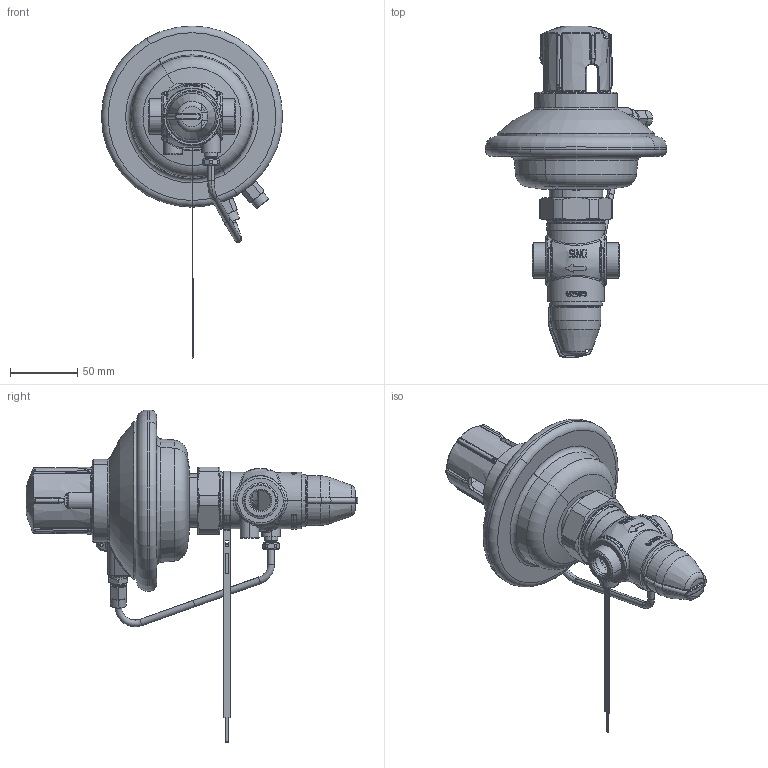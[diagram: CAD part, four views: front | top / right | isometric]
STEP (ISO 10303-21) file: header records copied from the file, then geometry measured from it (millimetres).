
FILE_DESCRIPTION((''),'2;1');
FILE_NAME('003H6531_ASM','2014-12-10T',('u258099'),('Danfoss'),'PRO/ENGINEER BY PARAMETRIC TECHNOLOGY CORPORATION, 2014000','PRO/ENGINEER BY PARAMETRIC TECHNOLOGY CORPORATION, 2014000','');
FILE_SCHEMA(('CONFIG_CONTROL_DESIGN'));
Products named in the file (26): 8882942; 8880026; 8882933_ASM; 8882955; 8882948_ASM; 8882954; 8882820; 8882056; SERTO2; 100002186; AVQ_VALVE__ASM; 88812010; 8883806_INST-1; 8883807; MATICA_M45; 88811910_ASM; 88811030; 88811930_ASM; 88837710_ASM; 49763; 88810710; SERTO3; SERTO-2_ASM; 8883535; 8883536; 003H6531_ASM
Assembly tree (28 placements, depth 4):
  003H6531_ASM
    AVQ_VALVE__ASM
      8882933_ASM
        8882942
        8880026
      8882948_ASM
        8882955
      8882954
      8882820
      8882056
      SERTO2
      100002186
    88837710_ASM
      88811910_ASM
        88812010
        8883806_INST-1
        8883807
        MATICA_M45
      88811930_ASM
        88811030
    49763  x2
    SERTO-2_ASM  x2
      88810710
      SERTO2
      SERTO3
    8883535
    8883536
Bounding box: 135.1 x 247.47 x 247.55 mm (x, y, z)
Volume: 318847.4 mm3; surface area: 197136.9 mm2
Topology: 23 solids, 45 shells, 2115 faces, 5286 edges, 3293 vertices
Faces by surface type: plane 883, cylinder 470, cone 307, bspline 243, torus 189, sphere 23
Entity records: 74404 total; most frequent: CARTESIAN_POINT 28908, ORIENTED_EDGE 9914, DIRECTION 8746, EDGE_CURVE 5009, AXIS2_PLACEMENT_3D 3556, VERTEX_POINT 3131, EDGE_LOOP 2121, FACE_OUTER_BOUND 1990
